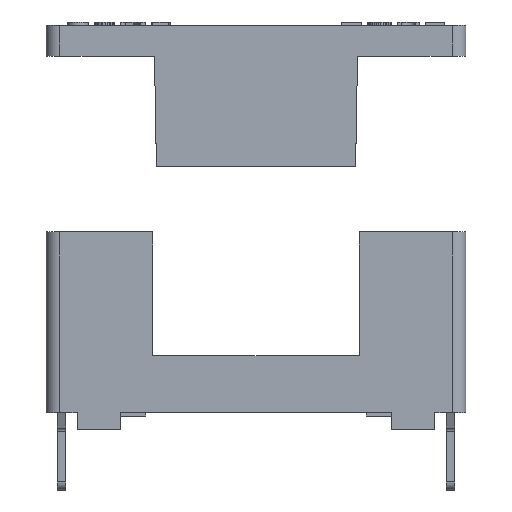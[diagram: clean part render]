
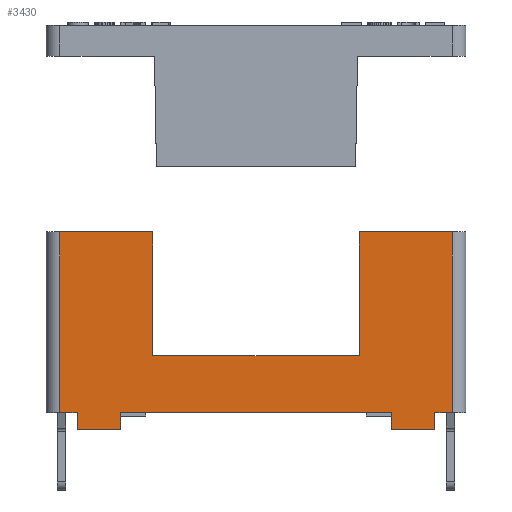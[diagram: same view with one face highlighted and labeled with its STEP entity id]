
A CAD part, front view. The second image highlights one B-rep face of the part: STEP entity #3430.
In plain terms, the highlighted planar face has unit normal (0, -1, 0).
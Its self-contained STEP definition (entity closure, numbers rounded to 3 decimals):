
#2335 = EDGE_CURVE( '', #6112, #5355, #6113, .T. );
#2368 = EDGE_CURVE( '', #6160, #6161, #6162, .T. );
#2407 = EDGE_CURVE( '', #5324, #6112, #6223, .T. );
#2763 = EDGE_CURVE( '', #6725, #6726, #6727, .T. );
#2782 = EDGE_CURVE( '', #4757, #6176, #6750, .T. );
#2822 = EDGE_CURVE( '', #6160, #4757, #6800, .T. );
#2913 = EDGE_CURVE( '', #4793, #6920, #6921, .T. );
#3330 = EDGE_CURVE( '', #7471, #6161, #7472, .T. );
#3409 = EDGE_CURVE( '', #7522, #7565, #7566, .T. );
#3430 = ADVANCED_FACE( '', ( #7592 ), #7593, .T. );
#3464 = EDGE_CURVE( '', #6726, #7565, #7631, .T. );
#3498 = EDGE_CURVE( '', #4793, #6725, #7671, .T. );
#3625 = EDGE_CURVE( '', #5355, #7318, #7819, .T. );
#3887 = EDGE_CURVE( '', #6176, #6920, #8136, .T. );
#4126 = EDGE_CURVE( '', #7318, #8406, #8407, .T. );
#4168 = EDGE_CURVE( '', #7522, #5324, #8454, .T. );
#4172 = EDGE_CURVE( '', #7471, #8406, #8458, .T. );
#4757 = VERTEX_POINT( '', #9108 );
#4793 = VERTEX_POINT( '', #9160 );
#5324 = VERTEX_POINT( '', #9927 );
#5355 = VERTEX_POINT( '', #9971 );
#6112 = VERTEX_POINT( '', #11233 );
#6113 = LINE( '', #11234, #11235 );
#6160 = VERTEX_POINT( '', #11299 );
#6161 = VERTEX_POINT( '', #11300 );
#6162 = LINE( '', #11301, #11302 );
#6176 = VERTEX_POINT( '', #11322 );
#6223 = LINE( '', #11393, #11394 );
#6725 = VERTEX_POINT( '', #12170 );
#6726 = VERTEX_POINT( '', #12171 );
#6727 = LINE( '', #12172, #12173 );
#6750 = LINE( '', #12208, #12209 );
#6800 = LINE( '', #12282, #12283 );
#6920 = VERTEX_POINT( '', #12474 );
#6921 = LINE( '', #12475, #12476 );
#7318 = VERTEX_POINT( '', #13093 );
#7471 = VERTEX_POINT( '', #13321 );
#7472 = LINE( '', #13322, #13323 );
#7522 = VERTEX_POINT( '', #13409 );
#7565 = VERTEX_POINT( '', #13478 );
#7566 = LINE( '', #13479, #13480 );
#7592 = FACE_OUTER_BOUND( '', #13517, .T. );
#7593 = PLANE( '', #13518 );
#7631 = LINE( '', #13581, #13582 );
#7671 = LINE( '', #13646, #13647 );
#7819 = LINE( '', #13894, #13895 );
#8136 = LINE( '', #14411, #14412 );
#8406 = VERTEX_POINT( '', #14867 );
#8407 = LINE( '', #14868, #14869 );
#8454 = LINE( '', #14948, #14949 );
#8458 = LINE( '', #14956, #14957 );
#9108 = CARTESIAN_POINT( '', ( 11.4, 0., 10. ) );
#9160 = CARTESIAN_POINT( '', ( 10.4, 0., -1.5 ) );
#9927 = CARTESIAN_POINT( '', ( -10.4, 0., -1.5 ) );
#9971 = CARTESIAN_POINT( '', ( -11.4, 0., -0.5 ) );
#11233 = CARTESIAN_POINT( '', ( -10.4, 0., -0.5 ) );
#11234 = CARTESIAN_POINT( '', ( -10.4, 0., -0.5 ) );
#11235 = VECTOR( '', #17333, 1000. );
#11299 = CARTESIAN_POINT( '', ( 6., 0., 10. ) );
#11300 = CARTESIAN_POINT( '', ( 6., 0., 2.8 ) );
#11301 = CARTESIAN_POINT( '', ( 6., 0., 10. ) );
#11302 = VECTOR( '', #17409, 1000. );
#11322 = CARTESIAN_POINT( '', ( 11.4, 0., -0.5 ) );
#11393 = CARTESIAN_POINT( '', ( -10.4, 0., -1.5 ) );
#11394 = VECTOR( '', #17452, 1000. );
#12170 = CARTESIAN_POINT( '', ( 7.9, 0., -1.5 ) );
#12171 = CARTESIAN_POINT( '', ( 7.9, 0., -0.5 ) );
#12172 = CARTESIAN_POINT( '', ( 7.9, 0., -1.5 ) );
#12173 = VECTOR( '', #17957, 1000. );
#12208 = CARTESIAN_POINT( '', ( 11.4, 0., 10. ) );
#12209 = VECTOR( '', #17986, 1000. );
#12282 = CARTESIAN_POINT( '', ( 6., 0., 10. ) );
#12283 = VECTOR( '', #18101, 1000. );
#12474 = CARTESIAN_POINT( '', ( 10.4, 0., -0.5 ) );
#12475 = CARTESIAN_POINT( '', ( 10.4, 0., -1.5 ) );
#12476 = VECTOR( '', #18207, 1000. );
#13093 = CARTESIAN_POINT( '', ( -11.4, 0., 10. ) );
#13321 = CARTESIAN_POINT( '', ( -6., 0., 2.8 ) );
#13322 = CARTESIAN_POINT( '', ( -6., 0., 2.8 ) );
#13323 = VECTOR( '', #18836, 1000. );
#13409 = CARTESIAN_POINT( '', ( -7.9, 0., -1.5 ) );
#13478 = CARTESIAN_POINT( '', ( -7.9, 0., -0.5 ) );
#13479 = CARTESIAN_POINT( '', ( -7.9, 0., -1.5 ) );
#13480 = VECTOR( '', #18929, 1000. );
#13517 = EDGE_LOOP( '', ( #18966, #18967, #18968, #18969, #18970, #18971, #18972, #18973, #18974, #18975, #18976, #18977, #18978, #18979, #18980, #18981 ) );
#13518 = AXIS2_PLACEMENT_3D( '', #18982, #18983, #18984 );
#13581 = CARTESIAN_POINT( '', ( 7.9, 0., -0.5 ) );
#13582 = VECTOR( '', #19027, 1000. );
#13646 = CARTESIAN_POINT( '', ( 10.4, 0., -1.5 ) );
#13647 = VECTOR( '', #19072, 1000. );
#13894 = CARTESIAN_POINT( '', ( -11.4, 0., -0.5 ) );
#13895 = VECTOR( '', #19242, 1000. );
#14411 = CARTESIAN_POINT( '', ( 11.4, 0., -0.5 ) );
#14412 = VECTOR( '', #19842, 1000. );
#14867 = CARTESIAN_POINT( '', ( -6., 0., 10. ) );
#14868 = CARTESIAN_POINT( '', ( -11.4, 0., 10. ) );
#14869 = VECTOR( '', #20153, 1000. );
#14948 = CARTESIAN_POINT( '', ( -7.9, 0., -1.5 ) );
#14949 = VECTOR( '', #20202, 1000. );
#14956 = CARTESIAN_POINT( '', ( -6., 0., 2.8 ) );
#14957 = VECTOR( '', #20204, 1000. );
#17333 = DIRECTION( '', ( -1., 0., 0. ) );
#17409 = DIRECTION( '', ( 0., 0., -1. ) );
#17452 = DIRECTION( '', ( 0., 0., 1. ) );
#17957 = DIRECTION( '', ( 0., 0., 1. ) );
#17986 = DIRECTION( '', ( 0., 0., -1. ) );
#18101 = DIRECTION( '', ( 1., 0., 0. ) );
#18207 = DIRECTION( '', ( 0., 0., 1. ) );
#18836 = DIRECTION( '', ( 1., 0., 0. ) );
#18929 = DIRECTION( '', ( 0., 0., 1. ) );
#18966 = ORIENTED_EDGE( '', *, *, #3464, .F. );
#18967 = ORIENTED_EDGE( '', *, *, #2763, .F. );
#18968 = ORIENTED_EDGE( '', *, *, #3498, .F. );
#18969 = ORIENTED_EDGE( '', *, *, #2913, .T. );
#18970 = ORIENTED_EDGE( '', *, *, #3887, .F. );
#18971 = ORIENTED_EDGE( '', *, *, #2782, .F. );
#18972 = ORIENTED_EDGE( '', *, *, #2822, .F. );
#18973 = ORIENTED_EDGE( '', *, *, #2368, .T. );
#18974 = ORIENTED_EDGE( '', *, *, #3330, .F. );
#18975 = ORIENTED_EDGE( '', *, *, #4172, .T. );
#18976 = ORIENTED_EDGE( '', *, *, #4126, .F. );
#18977 = ORIENTED_EDGE( '', *, *, #3625, .F. );
#18978 = ORIENTED_EDGE( '', *, *, #2335, .F. );
#18979 = ORIENTED_EDGE( '', *, *, #2407, .F. );
#18980 = ORIENTED_EDGE( '', *, *, #4168, .F. );
#18981 = ORIENTED_EDGE( '', *, *, #3409, .T. );
#18982 = CARTESIAN_POINT( '', ( 11.97, 0., 10.288 ) );
#18983 = DIRECTION( '', ( 0., -1., 0. ) );
#18984 = DIRECTION( '', ( -1., 0., 0. ) );
#19027 = DIRECTION( '', ( -1., 0., 0. ) );
#19072 = DIRECTION( '', ( -1., 0., 0. ) );
#19242 = DIRECTION( '', ( 0., 0., 1. ) );
#19842 = DIRECTION( '', ( -1., 0., 0. ) );
#20153 = DIRECTION( '', ( 1., 0., 0. ) );
#20202 = DIRECTION( '', ( -1., 0., 0. ) );
#20204 = DIRECTION( '', ( 0., 0., 1. ) );
